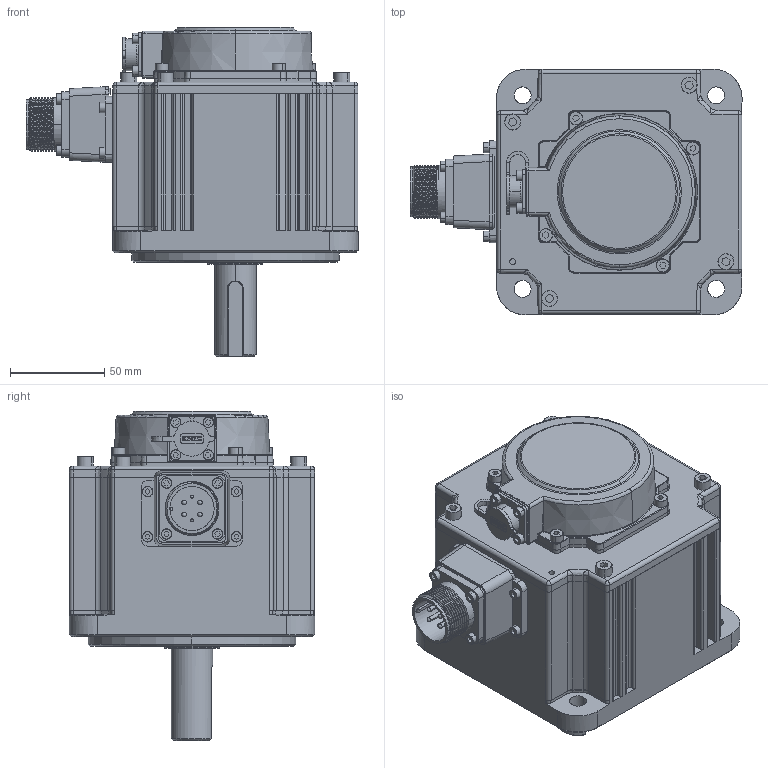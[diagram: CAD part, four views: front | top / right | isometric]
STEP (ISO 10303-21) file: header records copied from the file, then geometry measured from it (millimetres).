
FILE_DESCRIPTION (( 'STEP AP203' ), '1' );
FILE_NAME ('MS6G-130CM25B2-21P0.STEP', '2023-02-21T08:19:46', ( '' ), ( '' ), 'SwSTEP 2.0', 'SolidWorks 2016', '' );
FILE_SCHEMA (( 'CONFIG_CONTROL_DESIGN' ));
Length unit declared in the file: millimetre
Products named in the file (1): MS6G-130CM25B2-21P0
Bounding box: 175.9 x 130 x 174.5 mm (x, y, z)
Surface area: 121125 mm2 (no closed solid volume)
Topology: 0 solids, 36 shells, 912 faces, 3013 edges, 2097 vertices
Faces by surface type: plane 369, cylinder 279, bspline 101, torus 96, cone 59, sphere 8
Entity records: 39037 total; most frequent: CARTESIAN_POINT 14319, ORIENTED_EDGE 4947, DIRECTION 4817, EDGE_CURVE 2991, VERTEX_POINT 2097, AXIS2_PLACEMENT_3D 1752, VECTOR 1313, LINE 1313
